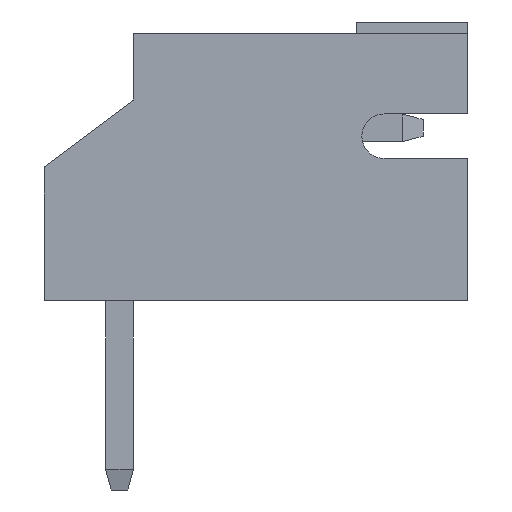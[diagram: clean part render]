
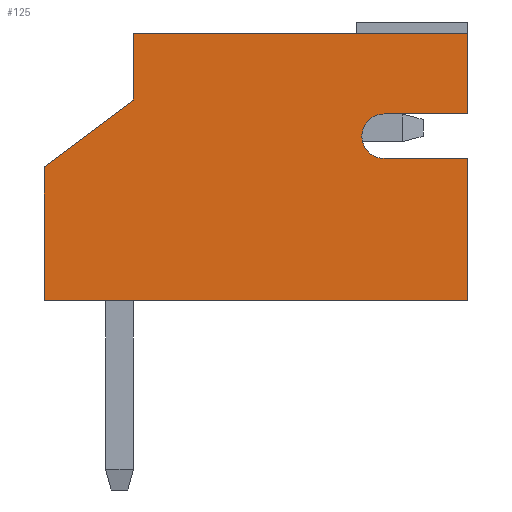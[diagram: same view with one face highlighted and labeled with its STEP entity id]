
A CAD part, left-side view. The second image highlights one B-rep face of the part: STEP entity #125.
In plain terms, the highlighted planar face has unit normal (-1, 0, 0).
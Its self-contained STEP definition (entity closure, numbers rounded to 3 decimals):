
#125=ADVANCED_FACE('',(#3286),#3288,.T.);
#3286=FACE_BOUND('',#3287,.T.);
#3287=EDGE_LOOP('',(#5846,#5847,#5848,#5849,#5850,#5851,#5852,#5853,#5854,#5855));
#3288=PLANE('',#3289);
#3289=AXIS2_PLACEMENT_3D('',#3290,#3291,#3292);
#3290=CARTESIAN_POINT('',(-1.95,0.,0.));
#3291=DIRECTION('',(-1.,0.,0.));
#3292=DIRECTION('',(0.,0.,1.));
#5846=ORIENTED_EDGE('',*,*,#7619,.T.);
#5847=ORIENTED_EDGE('',*,*,#7543,.T.);
#5848=ORIENTED_EDGE('',*,*,#7613,.T.);
#5849=ORIENTED_EDGE('',*,*,#7620,.T.);
#5850=ORIENTED_EDGE('',*,*,#7621,.T.);
#5851=ORIENTED_EDGE('',*,*,#7622,.T.);
#5852=ORIENTED_EDGE('',*,*,#7623,.T.);
#5853=ORIENTED_EDGE('',*,*,#7624,.T.);
#5854=ORIENTED_EDGE('',*,*,#7625,.T.);
#5855=ORIENTED_EDGE('',*,*,#7626,.T.);
#7543=EDGE_CURVE('',#8444,#8442,#8445,.T.);
#7613=EDGE_CURVE('',#8442,#8578,#8580,.T.);
#7619=EDGE_CURVE('',#8588,#8444,#8589,.F.);
#7620=EDGE_CURVE('',#8578,#8590,#8591,.T.);
#7621=EDGE_CURVE('',#8590,#8592,#8593,.T.);
#7622=EDGE_CURVE('',#8592,#8594,#8595,.T.);
#7623=EDGE_CURVE('',#8594,#8596,#8597,.T.);
#7624=EDGE_CURVE('',#8596,#8598,#8599,.T.);
#7625=EDGE_CURVE('',#8598,#8600,#8601,.F.);
#7626=EDGE_CURVE('',#8600,#8588,#8602,.F.);
#8442=VERTEX_POINT('',#9909);
#8444=VERTEX_POINT('',#9913);
#8445=LINE('',#9914,#9915);
#8578=VERTEX_POINT('',#10185);
#8580=LINE('',#10189,#10190);
#8588=VERTEX_POINT('',#10209);
#8589=LINE('',#10210,#10211);
#8590=VERTEX_POINT('',#10213);
#8591=LINE('',#10214,#10215);
#8592=VERTEX_POINT('',#10217);
#8593=LINE('',#10218,#10219);
#8594=VERTEX_POINT('',#10221);
#8595=LINE('',#10222,#10223);
#8596=VERTEX_POINT('',#10225);
#8597=LINE('',#10226,#10227);
#8598=VERTEX_POINT('',#10229);
#8599=LINE('',#10230,#10231);
#8600=VERTEX_POINT('',#10233);
#8601=LINE('',#10234,#10235);
#8602=CIRCLE('',#10237,0.4);
#9909=CARTESIAN_POINT('',(-1.95,-6.25,4.8));
#9913=CARTESIAN_POINT('',(-1.95,-6.25,3.35));
#9914=CARTESIAN_POINT('',(-1.95,-6.25,3.35));
#9915=VECTOR('',#9916,1.);
#9916=DIRECTION('',(0.,0.,1.));
#10185=CARTESIAN_POINT('',(-1.95,-0.25,4.8));
#10189=CARTESIAN_POINT('',(-1.95,-6.25,4.8));
#10190=VECTOR('',#10191,1.);
#10191=DIRECTION('',(0.,1.,0.));
#10209=CARTESIAN_POINT('',(-1.95,-4.75,3.35));
#10210=CARTESIAN_POINT('',(-1.95,-6.25,3.35));
#10211=VECTOR('',#10212,1.);
#10212=DIRECTION('',(0.,1.,0.));
#10213=CARTESIAN_POINT('',(-1.95,-0.25,3.6));
#10214=CARTESIAN_POINT('',(-1.95,-0.25,4.8));
#10215=VECTOR('',#10216,1.);
#10216=DIRECTION('',(0.,0.,-1.));
#10217=CARTESIAN_POINT('',(-1.95,1.35,2.4));
#10218=CARTESIAN_POINT('',(-1.95,-0.25,3.6));
#10219=VECTOR('',#10220,1.);
#10220=DIRECTION('',(0.,0.8,-0.6));
#10221=CARTESIAN_POINT('',(-1.95,1.35,0.));
#10222=CARTESIAN_POINT('',(-1.95,1.35,2.4));
#10223=VECTOR('',#10224,1.);
#10224=DIRECTION('',(0.,0.,-1.));
#10225=CARTESIAN_POINT('',(-1.95,-6.25,0.));
#10226=CARTESIAN_POINT('',(-1.95,1.35,0.));
#10227=VECTOR('',#10228,1.);
#10228=DIRECTION('',(0.,-1.,0.));
#10229=CARTESIAN_POINT('',(-1.95,-6.25,2.55));
#10230=CARTESIAN_POINT('',(-1.95,-6.25,0.));
#10231=VECTOR('',#10232,1.);
#10232=DIRECTION('',(0.,0.,1.));
#10233=CARTESIAN_POINT('',(-1.95,-4.75,2.55));
#10234=CARTESIAN_POINT('',(-1.95,-4.75,2.55));
#10235=VECTOR('',#10236,1.);
#10236=DIRECTION('',(0.,-1.,0.));
#10237=AXIS2_PLACEMENT_3D('',#10238,#10239,#10240);
#10238=CARTESIAN_POINT('',(-1.95,-4.75,2.95));
#10239=DIRECTION('',(-1.,0.,0.));
#10240=DIRECTION('',(0.,0.,1.));
